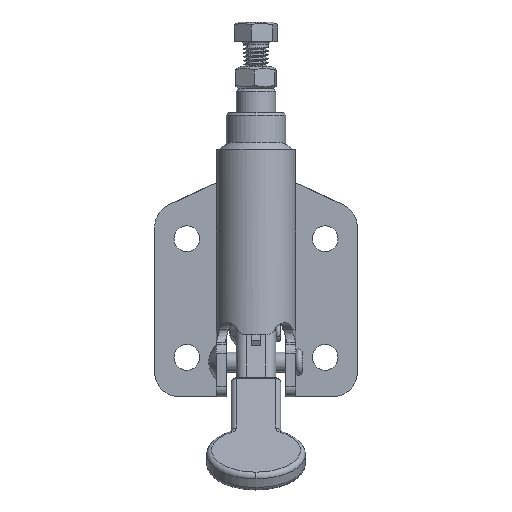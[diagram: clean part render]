
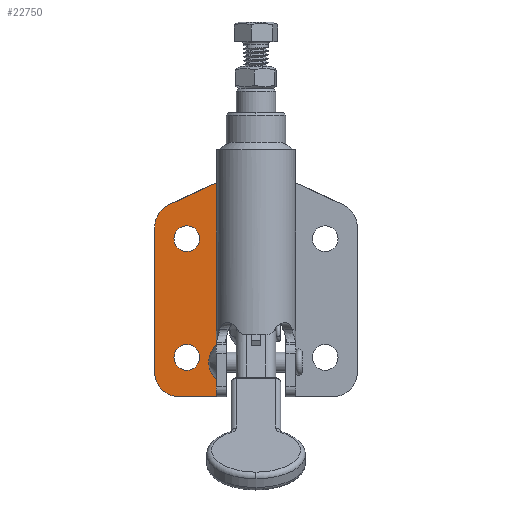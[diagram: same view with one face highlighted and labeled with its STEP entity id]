
A CAD part, top view. The second image highlights one B-rep face of the part: STEP entity #22750.
In plain terms, the highlighted planar face has unit normal (0, 0, 1).
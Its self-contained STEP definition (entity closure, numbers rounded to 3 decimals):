
#13315 = CARTESIAN_POINT ( 'NONE',  ( 29.704, 43.355, -21.505 ) ) ;
#14041 = CARTESIAN_POINT ( 'NONE',  ( 26.304, 8., -21.505 ) ) ;
#14042 = DIRECTION ( 'NONE',  ( 1., 0., 0. ) ) ;
#14043 = DIRECTION ( 'NONE',  ( 0., 0., 1. ) ) ;
#14044 = CARTESIAN_POINT ( 'NONE',  ( 23.704, 8., -21.505 ) ) ;
#14045 = AXIS2_PLACEMENT_3D ( 'NONE', #14044, #14043, #14042 ) ;
#14046 = CIRCLE ( 'NONE', #14045, 2.6 ) ;
#14047 = CARTESIAN_POINT ( 'NONE',  ( 21.104, 8., -21.505 ) ) ;
#14146 = CARTESIAN_POINT ( 'NONE',  ( 26.304, 32., -21.505 ) ) ;
#14147 = DIRECTION ( 'NONE',  ( 1., 0., 0. ) ) ;
#14148 = DIRECTION ( 'NONE',  ( 0., 0., 1. ) ) ;
#14149 = CARTESIAN_POINT ( 'NONE',  ( 23.704, 32., -21.505 ) ) ;
#14150 = AXIS2_PLACEMENT_3D ( 'NONE', #14149, #14148, #14147 ) ;
#14151 = CIRCLE ( 'NONE', #14150, 2.6 ) ;
#14152 = CARTESIAN_POINT ( 'NONE',  ( 21.104, 32., -21.505 ) ) ;
#16433 = CARTESIAN_POINT ( 'NONE',  ( 29.704, 0., -21.505 ) ) ;
#16672 = DIRECTION ( 'NONE',  ( 0., 1., 0. ) ) ;
#16673 = VECTOR ( 'NONE', #16672, 1000. ) ;
#16674 = CARTESIAN_POINT ( 'NONE',  ( 29.704, 0., -21.505 ) ) ;
#16675 = LINE ( 'NONE', #16674, #16673 ) ;
#17065 = CARTESIAN_POINT ( 'NONE',  ( 17.204, 34.321, -21.505 ) ) ;
#17066 = DIRECTION ( 'NONE',  ( 0., 1., 0. ) ) ;
#17067 = VECTOR ( 'NONE', #17066, 1000. ) ;
#17068 = CARTESIAN_POINT ( 'NONE',  ( 17.204, 0., -21.505 ) ) ;
#17069 = LINE ( 'NONE', #17068, #17067 ) ;
#17070 = CARTESIAN_POINT ( 'NONE',  ( 17.204, 5., -21.505 ) ) ;
#17458 = CARTESIAN_POINT ( 'NONE',  ( 22.204, 0., -21.505 ) ) ;
#17459 = DIRECTION ( 'NONE',  ( 1., 0., 0. ) ) ;
#17460 = VECTOR ( 'NONE', #17459, 1000. ) ;
#17461 = CARTESIAN_POINT ( 'NONE',  ( 17.204, 0., -21.505 ) ) ;
#17462 = LINE ( 'NONE', #17461, #17460 ) ;
#18243 = DIRECTION ( 'NONE',  ( 1., 0., 0. ) ) ;
#18244 = DIRECTION ( 'NONE',  ( 0., 0., 1. ) ) ;
#18245 = CARTESIAN_POINT ( 'NONE',  ( 23.704, 8., -21.505 ) ) ;
#18246 = AXIS2_PLACEMENT_3D ( 'NONE', #18245, #18244, #18243 ) ;
#18247 = CIRCLE ( 'NONE', #18246, 2.6 ) ;
#18248 = DIRECTION ( 'NONE',  ( 1., 0., 0. ) ) ;
#18249 = DIRECTION ( 'NONE',  ( 0., 0., 1. ) ) ;
#18250 = CARTESIAN_POINT ( 'NONE',  ( 23.704, 32., -21.505 ) ) ;
#18251 = AXIS2_PLACEMENT_3D ( 'NONE', #18250, #18249, #18248 ) ;
#18252 = DIRECTION ( 'NONE',  ( -1., 0., 0. ) ) ;
#18253 = DIRECTION ( 'NONE',  ( 0., 0., -1. ) ) ;
#18254 = AXIS2_PLACEMENT_3D ( 'NONE', #18256, #18253, #18252 ) ;
#18255 = CIRCLE ( 'NONE', #18251, 2.6 ) ;
#18256 = CARTESIAN_POINT ( 'NONE',  ( 17.204, 0., -21.505 ) ) ;
#18257 = PLANE ( 'NONE',  #18254 ) ;
#18258 = FACE_OUTER_BOUND ( 'NONE', #22874, .T. ) ;
#18259 = FACE_BOUND ( 'NONE', #22755, .T. ) ;
#18260 = FACE_BOUND ( 'NONE', #22751, .T. ) ;
#18430 = DIRECTION ( 'NONE',  ( -1., 0., 0. ) ) ;
#18431 = DIRECTION ( 'NONE',  ( 0., 0., 1. ) ) ;
#18432 = CARTESIAN_POINT ( 'NONE',  ( 22.204, 5., -21.505 ) ) ;
#18433 = AXIS2_PLACEMENT_3D ( 'NONE', #18432, #18431, #18430 ) ;
#18436 = CIRCLE ( 'NONE', #18433, 5. ) ;
#18467 = DIRECTION ( 'NONE',  ( 0.906, 0.424, 0. ) ) ;
#18468 = VECTOR ( 'NONE', #18467, 1000. ) ;
#18469 = CARTESIAN_POINT ( 'NONE',  ( 20.083, 38.849, -21.505 ) ) ;
#18470 = LINE ( 'NONE', #18469, #18468 ) ;
#18475 = CARTESIAN_POINT ( 'NONE',  ( 20.083, 38.849, -21.505 ) ) ;
#18484 = DIRECTION ( 'NONE',  ( -1., 0., 0. ) ) ;
#18485 = DIRECTION ( 'NONE',  ( 0., 0., -1. ) ) ;
#18486 = AXIS2_PLACEMENT_3D ( 'NONE', #18493, #18485, #18484 ) ;
#18487 = CIRCLE ( 'NONE', #18486, 5. ) ;
#18493 = CARTESIAN_POINT ( 'NONE',  ( 22.204, 34.321, -21.505 ) ) ;
#20925 = VERTEX_POINT ( 'NONE', #13315 ) ;
#21311 = VERTEX_POINT ( 'NONE', #14047 ) ;
#21313 = EDGE_CURVE ( 'NONE', #21311, #21314, #14046, .T. ) ;
#21314 = VERTEX_POINT ( 'NONE', #14041 ) ;
#21380 = VERTEX_POINT ( 'NONE', #14152 ) ;
#21382 = EDGE_CURVE ( 'NONE', #21380, #21383, #14151, .T. ) ;
#21383 = VERTEX_POINT ( 'NONE', #14146 ) ;
#22156 = VERTEX_POINT ( 'NONE', #16433 ) ;
#22222 = EDGE_CURVE ( 'NONE', #22156, #20925, #16675, .T. ) ;
#22327 = VERTEX_POINT ( 'NONE', #17070 ) ;
#22329 = EDGE_CURVE ( 'NONE', #22327, #22330, #17069, .T. ) ;
#22330 = VERTEX_POINT ( 'NONE', #17065 ) ;
#22489 = EDGE_CURVE ( 'NONE', #22490, #22156, #17462, .T. ) ;
#22490 = VERTEX_POINT ( 'NONE', #17458 ) ;
#22750 = ADVANCED_FACE ( 'NONE', ( #18260, #18259, #18258 ), #18257, .F. ) ;
#22751 = EDGE_LOOP ( 'NONE', ( #22752, #22754 ) ) ;
#22752 = ORIENTED_EDGE ( 'NONE', *, *, #22753, .F. ) ;
#22753 = EDGE_CURVE ( 'NONE', #21383, #21380, #18255, .T. ) ;
#22754 = ORIENTED_EDGE ( 'NONE', *, *, #21382, .F. ) ;
#22755 = EDGE_LOOP ( 'NONE', ( #22756, #22878 ) ) ;
#22756 = ORIENTED_EDGE ( 'NONE', *, *, #22757, .F. ) ;
#22757 = EDGE_CURVE ( 'NONE', #21314, #21311, #18247, .T. ) ;
#22823 = ORIENTED_EDGE ( 'NONE', *, *, #22863, .F. ) ;
#22825 = EDGE_CURVE ( 'NONE', #22327, #22490, #18436, .T. ) ;
#22863 = EDGE_CURVE ( 'NONE', #22330, #22872, #18487, .T. ) ;
#22870 = ORIENTED_EDGE ( 'NONE', *, *, #22222, .T. ) ;
#22871 = ORIENTED_EDGE ( 'NONE', *, *, #22489, .T. ) ;
#22872 = VERTEX_POINT ( 'NONE', #18475 ) ;
#22873 = ORIENTED_EDGE ( 'NONE', *, *, #22329, .F. ) ;
#22874 = EDGE_LOOP ( 'NONE', ( #22873, #22881, #22871, #22870, #22879, #22823 ) ) ;
#22878 = ORIENTED_EDGE ( 'NONE', *, *, #21313, .F. ) ;
#22879 = ORIENTED_EDGE ( 'NONE', *, *, #22880, .F. ) ;
#22880 = EDGE_CURVE ( 'NONE', #22872, #20925, #18470, .T. ) ;
#22881 = ORIENTED_EDGE ( 'NONE', *, *, #22825, .T. ) ;
